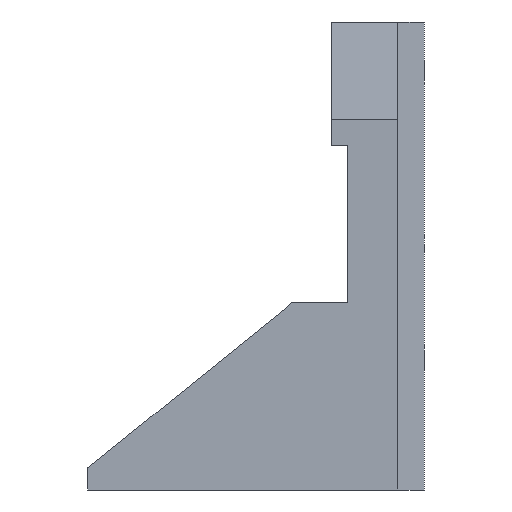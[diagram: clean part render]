
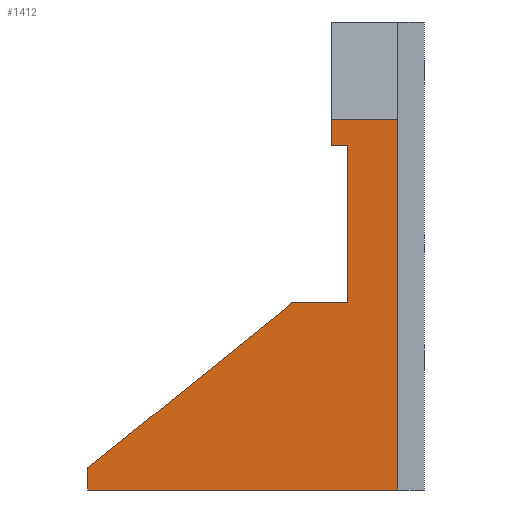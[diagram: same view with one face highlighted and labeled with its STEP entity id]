
A CAD part, left-side view. The second image highlights one B-rep face of the part: STEP entity #1412.
In plain terms, the highlighted planar face has unit normal (-1, 0, 0).
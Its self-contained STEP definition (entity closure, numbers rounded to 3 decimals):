
#17 = FACE_OUTER_BOUND ( 'NONE', #724, .T. ) ;
#19 = DIRECTION ( 'NONE',  ( 0., 0., 1. ) ) ;
#81 = VERTEX_POINT ( 'NONE', #2464 ) ;
#89 = EDGE_CURVE ( 'NONE', #1030, #2245, #441, .T. ) ;
#91 = VECTOR ( 'NONE', #2454, 1000. ) ;
#155 = DIRECTION ( 'NONE',  ( 0., 1., 0. ) ) ;
#156 = ORIENTED_EDGE ( 'NONE', *, *, #673, .F. ) ;
#178 = EDGE_CURVE ( 'NONE', #2328, #779, #1143, .T. ) ;
#179 = CARTESIAN_POINT ( 'NONE',  ( -35.115, -20., 79.1 ) ) ;
#194 = DIRECTION ( 'NONE',  ( 0., -1., 0. ) ) ;
#257 = DIRECTION ( 'NONE',  ( 0., 0.707, -0.707 ) ) ;
#263 = DIRECTION ( 'NONE',  ( 1., 0., 0. ) ) ;
#276 = CARTESIAN_POINT ( 'NONE',  ( -35.115, -35., 43.1 ) ) ;
#316 = VECTOR ( 'NONE', #2009, 1000. ) ;
#398 = EDGE_CURVE ( 'NONE', #779, #1800, #1201, .T. ) ;
#405 = CARTESIAN_POINT ( 'NONE',  ( -35.115, 35.296, 0. ) ) ;
#424 = PLANE ( 'NONE',  #2166 ) ;
#441 = LINE ( 'NONE', #1824, #1674 ) ;
#447 = CARTESIAN_POINT ( 'NONE',  ( -35.115, -20., 73.1 ) ) ;
#546 = ORIENTED_EDGE ( 'NONE', *, *, #398, .T. ) ;
#673 = EDGE_CURVE ( 'NONE', #1550, #1030, #704, .T. ) ;
#704 = LINE ( 'NONE', #1581, #2273 ) ;
#724 = EDGE_LOOP ( 'NONE', ( #2222, #1621, #2115, #546, #773, #1890, #1441, #1368, #2367, #156 ) ) ;
#773 = ORIENTED_EDGE ( 'NONE', *, *, #2272, .T. ) ;
#779 = VERTEX_POINT ( 'NONE', #447 ) ;
#788 = EDGE_CURVE ( 'NONE', #1145, #1550, #1199, .T. ) ;
#821 = LINE ( 'NONE', #2436, #2530 ) ;
#836 = CARTESIAN_POINT ( 'NONE',  ( -35.115, -10., 43.1 ) ) ;
#963 = CARTESIAN_POINT ( 'NONE',  ( -35.115, -35., 73.1 ) ) ;
#1022 = CARTESIAN_POINT ( 'NONE',  ( -35.115, -35., 79.1 ) ) ;
#1030 = VERTEX_POINT ( 'NONE', #2211 ) ;
#1040 = CARTESIAN_POINT ( 'NONE',  ( -35.115, -10., 36.5 ) ) ;
#1083 = CARTESIAN_POINT ( 'NONE',  ( -35.115, -10., 36.5 ) ) ;
#1143 = LINE ( 'NONE', #2483, #1542 ) ;
#1145 = VERTEX_POINT ( 'NONE', #1022 ) ;
#1199 = LINE ( 'NONE', #276, #2008 ) ;
#1201 = LINE ( 'NONE', #963, #316 ) ;
#1210 = EDGE_CURVE ( 'NONE', #81, #1405, #2270, .T. ) ;
#1368 = ORIENTED_EDGE ( 'NONE', *, *, #1394, .F. ) ;
#1394 = EDGE_CURVE ( 'NONE', #2245, #1405, #1797, .T. ) ;
#1405 = VERTEX_POINT ( 'NONE', #1040 ) ;
#1412 = ADVANCED_FACE ( 'NONE', ( #17 ), #424, .F. ) ;
#1441 = ORIENTED_EDGE ( 'NONE', *, *, #1210, .T. ) ;
#1484 = LINE ( 'NONE', #2002, #91 ) ;
#1512 = VECTOR ( 'NONE', #257, 1000. ) ;
#1536 = LINE ( 'NONE', #2499, #2028 ) ;
#1542 = VECTOR ( 'NONE', #2301, 1000. ) ;
#1550 = VERTEX_POINT ( 'NONE', #1704 ) ;
#1581 = CARTESIAN_POINT ( 'NONE',  ( -35.115, -35., -5. ) ) ;
#1621 = ORIENTED_EDGE ( 'NONE', *, *, #1844, .F. ) ;
#1657 = EDGE_CURVE ( 'NONE', #1716, #81, #1484, .T. ) ;
#1674 = VECTOR ( 'NONE', #19, 1000. ) ;
#1704 = CARTESIAN_POINT ( 'NONE',  ( -35.115, -35., -5. ) ) ;
#1716 = VERTEX_POINT ( 'NONE', #2639 ) ;
#1797 = LINE ( 'NONE', #405, #2437 ) ;
#1800 = VERTEX_POINT ( 'NONE', #1842 ) ;
#1824 = CARTESIAN_POINT ( 'NONE',  ( -35.115, 35.296, -5. ) ) ;
#1842 = CARTESIAN_POINT ( 'NONE',  ( -35.115, -23.664, 73.1 ) ) ;
#1844 = EDGE_CURVE ( 'NONE', #2328, #1145, #1536, .T. ) ;
#1890 = ORIENTED_EDGE ( 'NONE', *, *, #1657, .T. ) ;
#1894 = DIRECTION ( 'NONE',  ( 0., 1., 0. ) ) ;
#2002 = CARTESIAN_POINT ( 'NONE',  ( -35.115, -11., 37.5 ) ) ;
#2008 = VECTOR ( 'NONE', #2304, 1000. ) ;
#2009 = DIRECTION ( 'NONE',  ( 0., -1., 0. ) ) ;
#2028 = VECTOR ( 'NONE', #194, 1000. ) ;
#2115 = ORIENTED_EDGE ( 'NONE', *, *, #178, .T. ) ;
#2166 = AXIS2_PLACEMENT_3D ( 'NONE', #836, #263, #1894 ) ;
#2196 = CARTESIAN_POINT ( 'NONE',  ( -35.115, 35.296, 0. ) ) ;
#2211 = CARTESIAN_POINT ( 'NONE',  ( -35.115, 35.296, -5. ) ) ;
#2222 = ORIENTED_EDGE ( 'NONE', *, *, #788, .F. ) ;
#2245 = VERTEX_POINT ( 'NONE', #2196 ) ;
#2270 = LINE ( 'NONE', #1083, #1512 ) ;
#2272 = EDGE_CURVE ( 'NONE', #1800, #1716, #821, .T. ) ;
#2273 = VECTOR ( 'NONE', #155, 1000. ) ;
#2301 = DIRECTION ( 'NONE',  ( 0., 0., -1. ) ) ;
#2304 = DIRECTION ( 'NONE',  ( 0., 0., -1. ) ) ;
#2328 = VERTEX_POINT ( 'NONE', #179 ) ;
#2367 = ORIENTED_EDGE ( 'NONE', *, *, #89, .F. ) ;
#2436 = CARTESIAN_POINT ( 'NONE',  ( -35.115, -23.664, 37.5 ) ) ;
#2437 = VECTOR ( 'NONE', #2466, 1000. ) ;
#2454 = DIRECTION ( 'NONE',  ( 0., 1., 0. ) ) ;
#2459 = DIRECTION ( 'NONE',  ( 0., 0., -1. ) ) ;
#2464 = CARTESIAN_POINT ( 'NONE',  ( -35.115, -11., 37.5 ) ) ;
#2466 = DIRECTION ( 'NONE',  ( 0., -0.779, 0.627 ) ) ;
#2483 = CARTESIAN_POINT ( 'NONE',  ( -35.115, -20., 86.1 ) ) ;
#2499 = CARTESIAN_POINT ( 'NONE',  ( -35.115, -35., 79.1 ) ) ;
#2530 = VECTOR ( 'NONE', #2459, 1000. ) ;
#2639 = CARTESIAN_POINT ( 'NONE',  ( -35.115, -23.664, 37.5 ) ) ;
